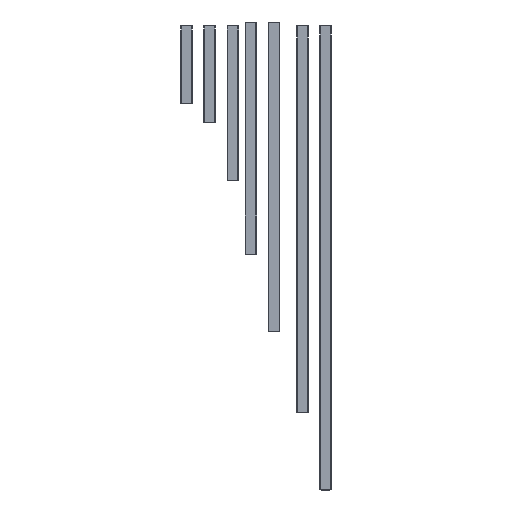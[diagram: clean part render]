
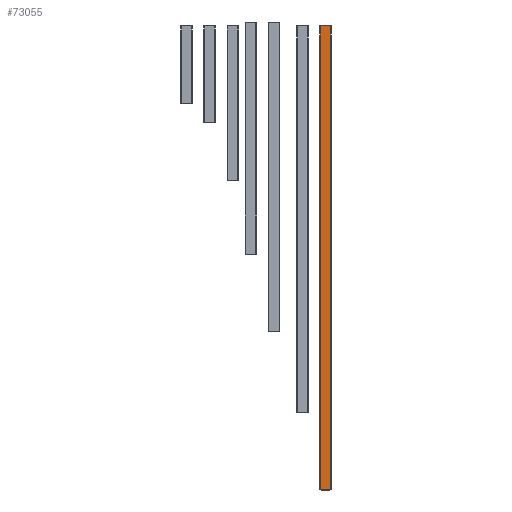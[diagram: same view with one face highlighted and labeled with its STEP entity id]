
A CAD part, front view. The second image highlights one B-rep face of the part: STEP entity #73055.
In plain terms, the highlighted face is planar.
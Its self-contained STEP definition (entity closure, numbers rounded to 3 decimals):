
#1602 = EDGE_LOOP ( 'NONE', ( #12108, #25442, #20793, #48457 ) ) ;
#7415 = VECTOR ( 'NONE', #39754, 1000. ) ;
#8541 = CARTESIAN_POINT ( 'NONE',  ( 0., 7.683, 0. ) ) ;
#12108 = ORIENTED_EDGE ( 'NONE', *, *, #102384, .T. ) ;
#13510 = DIRECTION ( 'NONE',  ( 1., 0., 0. ) ) ;
#20759 = DIRECTION ( 'NONE',  ( 0., 0., 1. ) ) ;
#20793 = ORIENTED_EDGE ( 'NONE', *, *, #21920, .F. ) ;
#21920 = EDGE_CURVE ( 'NONE', #101467, #76676, #61264, .T. ) ;
#23475 = EDGE_CURVE ( 'NONE', #76676, #92525, #84506, .T. ) ;
#25442 = ORIENTED_EDGE ( 'NONE', *, *, #23475, .F. ) ;
#31690 = EDGE_CURVE ( 'NONE', #101467, #54168, #36374, .T. ) ;
#31767 = AXIS2_PLACEMENT_3D ( 'NONE', #71603, #72614, #55303 ) ;
#33411 = CARTESIAN_POINT ( 'NONE',  ( 32.9, 7.683, 0. ) ) ;
#35946 = CARTESIAN_POINT ( 'NONE',  ( 32.9, 7.683, -3000. ) ) ;
#36374 = LINE ( 'NONE', #36697, #94575 ) ;
#36697 = CARTESIAN_POINT ( 'NONE',  ( -32.9, 7.683, -3000. ) ) ;
#39276 = CARTESIAN_POINT ( 'NONE',  ( -32.9, 7.683, -3000. ) ) ;
#39754 = DIRECTION ( 'NONE',  ( 1., 0., 0. ) ) ;
#41477 = VECTOR ( 'NONE', #13510, 1000. ) ;
#48457 = ORIENTED_EDGE ( 'NONE', *, *, #31690, .T. ) ;
#49716 = FACE_OUTER_BOUND ( 'NONE', #1602, .T. ) ;
#54168 = VERTEX_POINT ( 'NONE', #89078 ) ;
#54533 = LINE ( 'NONE', #8541, #7415 ) ;
#55303 = DIRECTION ( 'NONE',  ( 0., 0., -1. ) ) ;
#61264 = LINE ( 'NONE', #92444, #41477 ) ;
#67618 = CARTESIAN_POINT ( 'NONE',  ( 32.9, 7.683, -3000. ) ) ;
#71603 = CARTESIAN_POINT ( 'NONE',  ( 0., 7.683, -3000. ) ) ;
#72614 = DIRECTION ( 'NONE',  ( 0., -1., 0. ) ) ;
#73055 = ADVANCED_FACE ( 'NONE', ( #49716 ), #94799, .F. ) ;
#76676 = VERTEX_POINT ( 'NONE', #67618 ) ;
#78315 = VECTOR ( 'NONE', #86117, 1000. ) ;
#84506 = LINE ( 'NONE', #35946, #78315 ) ;
#86117 = DIRECTION ( 'NONE',  ( 0., 0., 1. ) ) ;
#89078 = CARTESIAN_POINT ( 'NONE',  ( -32.9, 7.683, 0. ) ) ;
#92444 = CARTESIAN_POINT ( 'NONE',  ( 0., 7.683, -3000. ) ) ;
#92525 = VERTEX_POINT ( 'NONE', #33411 ) ;
#94575 = VECTOR ( 'NONE', #20759, 1000. ) ;
#94799 = PLANE ( 'NONE',  #31767 ) ;
#101467 = VERTEX_POINT ( 'NONE', #39276 ) ;
#102384 = EDGE_CURVE ( 'NONE', #54168, #92525, #54533, .T. ) ;
